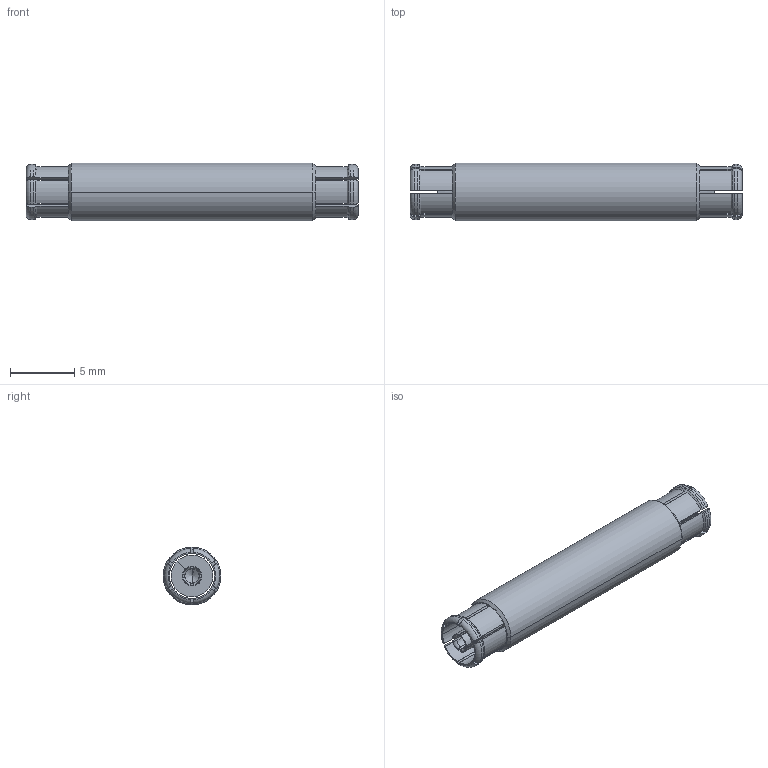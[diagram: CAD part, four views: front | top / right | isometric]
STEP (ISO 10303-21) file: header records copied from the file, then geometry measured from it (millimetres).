
FILE_DESCRIPTION((''),'2;1');
FILE_NAME('PSMP-FSBA-2580','2015-12-10T',('Rajagopal'),(''),'PRO/ENGINEER BY PARAMETRIC TECHNOLOGY CORPORATION, 2014440','PRO/ENGINEER BY PARAMETRIC TECHNOLOGY CORPORATION, 2014440','');
FILE_SCHEMA(('CONFIG_CONTROL_DESIGN'));
Length unit declared in the file: millimetre
Products named in the file (1): PSMP-FSBA-2580
Bounding box: 25.8 x 4.5 x 4.5 mm (x, y, z)
Surface area: 739.9 mm2 (no closed solid volume)
Topology: 0 solids, 5 shells, 130 faces, 466 edges, 322 vertices
Faces by surface type: plane 40, cylinder 38, torus 32, cone 20
Entity records: 5350 total; most frequent: CARTESIAN_POINT 1472, DIRECTION 808, ORIENTED_EDGE 748, EDGE_CURVE 462, VERTEX_POINT 322, AXIS2_PLACEMENT_3D 304, VECTOR 200, LINE 200
